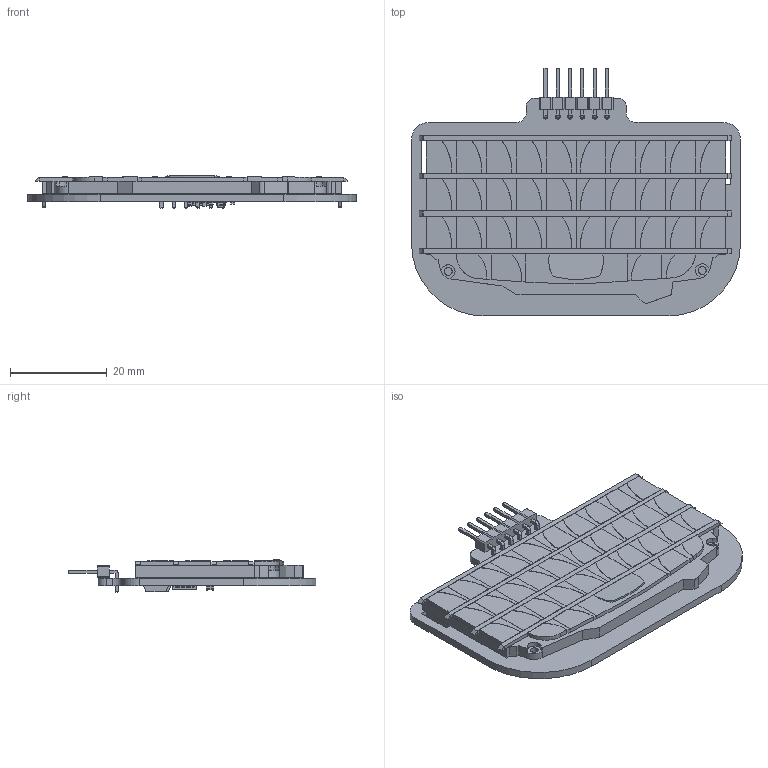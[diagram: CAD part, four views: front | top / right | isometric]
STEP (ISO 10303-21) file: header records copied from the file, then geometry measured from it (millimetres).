
FILE_DESCRIPTION(('KiCad electronic assembly'),'2;1');
FILE_NAME('bbq10_keyboard.step','2019-05-11T18:41:44',('An Author'),( 'A Company'),'Open CASCADE STEP processor 6.9', 'KiCad to STEP converter','Unknown');
FILE_SCHEMA(('AUTOMOTIVE_DESIGN { 1 0 10303 214 1 1 1 1 }'));
Length unit declared in the file: millimetre
Products named in the file (14): Open CASCADE STEP translator 6.9 1; R_0603_1608Metric; SOLID; C_0603_1608Metric; QFN-32-1EP_5x5mm_P0.5mm_EP3.45x3.45mm; SOT-23; PinHeader_1x06_P2.54mm_Horizontal; BBQ10; COMPOUND
Assembly tree (19 placements, depth 3):
  Open CASCADE STEP translator 6.9 1
    R_0603_1608Metric  x5
      SOLID
    C_0603_1608Metric  x3
      SOLID
    QFN-32-1EP_5x5mm_P0.5mm_EP3.45x3.45mm
      SOLID
    SOT-23
      SOLID
    PinHeader_1x06_P2.54mm_Horizontal
      SOLID
    BBQ10
      COMPOUND
    COMPOUND
Bounding box: 68 x 51.24 x 6.81 mm (x, y, z)
Volume: 10790.4 mm3; surface area: 15931.3 mm2
Topology: 97 solids, 97 shells, 1251 faces, 3001 edges, 1964 vertices
Faces by surface type: plane 993, cylinder 231, bspline 27
Full cylindrical faces by diameter (mm): 0.5 x1, 1 x6, 1.6 x2
Entity records: 71571 total; most frequent: CARTESIAN_POINT 13516, DIRECTION 9973, LINE 6885, VECTOR 6885, ORIENTED_EDGE 5170, PCURVE 5170, DEFINITIONAL_REPRESENTATION 5170, EDGE_CURVE 2585
